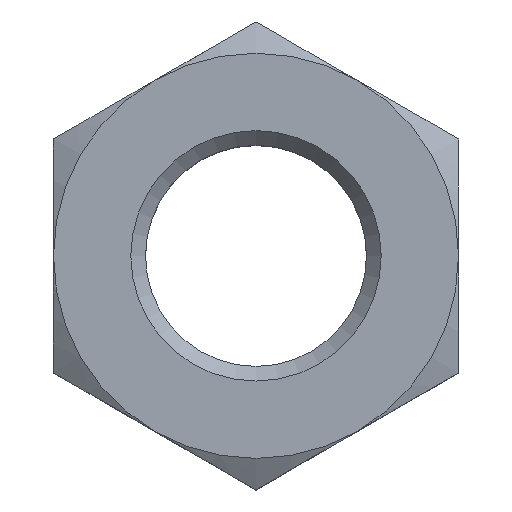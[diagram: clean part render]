
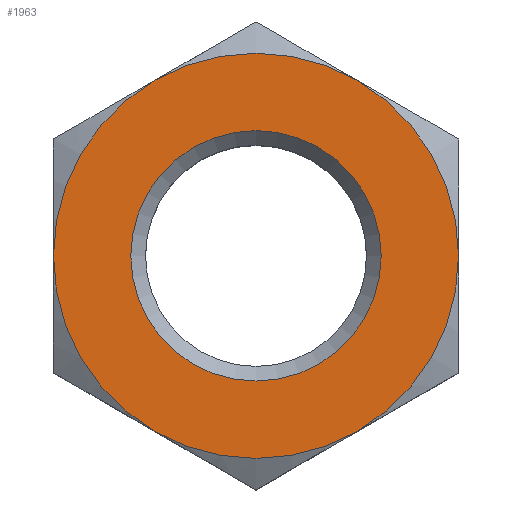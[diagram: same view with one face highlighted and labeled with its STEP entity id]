
A CAD part, top view. The second image highlights one B-rep face of the part: STEP entity #1963.
In plain terms, the highlighted planar face has unit normal (0, 0, 1).
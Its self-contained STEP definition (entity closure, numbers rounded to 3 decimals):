
#901 = CONICAL_SURFACE('',#902,1.5,0.785);
#902 = AXIS2_PLACEMENT_3D('',#903,#904,#905);
#903 = CARTESIAN_POINT('',(0.,0.,2.2));
#904 = DIRECTION('',(0.,0.,1.));
#905 = DIRECTION('',(-1.,0.,0.));
#919 = VERTEX_POINT('',#920);
#920 = CARTESIAN_POINT('',(2.75,0.,2.4));
#937 = CONICAL_SURFACE('',#938,2.75,1.047);
#938 = AXIS2_PLACEMENT_3D('',#939,#940,#941);
#939 = CARTESIAN_POINT('',(0.,0.,2.4));
#940 = DIRECTION('',(0.,0.,-1.));
#941 = DIRECTION('',(1.,0.,0.));
#972 = CONICAL_SURFACE('',#973,2.75,1.047);
#973 = AXIS2_PLACEMENT_3D('',#974,#975,#976);
#974 = CARTESIAN_POINT('',(0.,0.,2.4));
#975 = DIRECTION('',(0.,0.,-1.));
#976 = DIRECTION('',(1.,0.,0.));
#1034 = VERTEX_POINT('',#1035);
#1035 = CARTESIAN_POINT('',(1.375,2.382,2.4));
#1082 = CONICAL_SURFACE('',#1083,2.75,1.047);
#1083 = AXIS2_PLACEMENT_3D('',#1084,#1085,#1086);
#1084 = CARTESIAN_POINT('',(0.,0.,2.4));
#1085 = DIRECTION('',(0.,0.,-1.));
#1086 = DIRECTION('',(1.,0.,0.));
#1220 = VERTEX_POINT('',#1221);
#1221 = CARTESIAN_POINT('',(1.375,-2.382,2.4));
#1238 = CONICAL_SURFACE('',#1239,2.75,1.047);
#1239 = AXIS2_PLACEMENT_3D('',#1240,#1241,#1242);
#1240 = CARTESIAN_POINT('',(0.,0.,2.4));
#1241 = DIRECTION('',(0.,0.,-1.));
#1242 = DIRECTION('',(1.,0.,0.));
#1310 = VERTEX_POINT('',#1311);
#1311 = CARTESIAN_POINT('',(-1.375,2.382,2.4));
#1358 = CONICAL_SURFACE('',#1359,2.75,1.047);
#1359 = AXIS2_PLACEMENT_3D('',#1360,#1361,#1362);
#1360 = CARTESIAN_POINT('',(0.,0.,2.4));
#1361 = DIRECTION('',(0.,0.,-1.));
#1362 = DIRECTION('',(1.,0.,0.));
#1496 = VERTEX_POINT('',#1497);
#1497 = CARTESIAN_POINT('',(-1.375,-2.382,2.4));
#1514 = CONICAL_SURFACE('',#1515,2.75,1.047);
#1515 = AXIS2_PLACEMENT_3D('',#1516,#1517,#1518);
#1516 = CARTESIAN_POINT('',(0.,0.,2.4));
#1517 = DIRECTION('',(0.,0.,-1.));
#1518 = DIRECTION('',(1.,0.,0.));
#1586 = VERTEX_POINT('',#1587);
#1587 = CARTESIAN_POINT('',(-2.75,0.,2.4));
#1747 = VERTEX_POINT('',#1748);
#1748 = CARTESIAN_POINT('',(-1.7,0.,2.4));
#1769 = EDGE_CURVE('',#1747,#1747,#1770,.T.);
#1770 = SURFACE_CURVE('',#1771,(#1776,#1783),.PCURVE_S1.);
#1771 = CIRCLE('',#1772,1.7);
#1772 = AXIS2_PLACEMENT_3D('',#1773,#1774,#1775);
#1773 = CARTESIAN_POINT('',(0.,0.,2.4));
#1774 = DIRECTION('',(0.,0.,1.));
#1775 = DIRECTION('',(-1.,0.,0.));
#1776 = PCURVE('',#901,#1777);
#1777 = DEFINITIONAL_REPRESENTATION('',(#1778),#1782);
#1778 = LINE('',#1779,#1780);
#1779 = CARTESIAN_POINT('',(0.,0.2));
#1780 = VECTOR('',#1781,1.);
#1781 = DIRECTION('',(1.,0.));
#1782 = ( GEOMETRIC_REPRESENTATION_CONTEXT(2) 
PARAMETRIC_REPRESENTATION_CONTEXT() REPRESENTATION_CONTEXT('2D SPACE',''
  ) );
#1783 = PCURVE('',#1784,#1789);
#1784 = PLANE('',#1785);
#1785 = AXIS2_PLACEMENT_3D('',#1786,#1787,#1788);
#1786 = CARTESIAN_POINT('',(0.,0.,2.4));
#1787 = DIRECTION('',(0.,0.,1.));
#1788 = DIRECTION('',(1.,0.,0.));
#1789 = DEFINITIONAL_REPRESENTATION('',(#1790),#1794);
#1790 = CIRCLE('',#1791,1.7);
#1791 = AXIS2_PLACEMENT_2D('',#1792,#1793);
#1792 = CARTESIAN_POINT('',(0.,0.));
#1793 = DIRECTION('',(-1.,0.));
#1794 = ( GEOMETRIC_REPRESENTATION_CONTEXT(2) 
PARAMETRIC_REPRESENTATION_CONTEXT() REPRESENTATION_CONTEXT('2D SPACE',''
  ) );
#1799 = EDGE_CURVE('',#1220,#919,#1800,.T.);
#1800 = SURFACE_CURVE('',#1801,(#1806,#1813),.PCURVE_S1.);
#1801 = CIRCLE('',#1802,2.75);
#1802 = AXIS2_PLACEMENT_3D('',#1803,#1804,#1805);
#1803 = CARTESIAN_POINT('',(0.,0.,2.4));
#1804 = DIRECTION('',(-0.,0.,1.));
#1805 = DIRECTION('',(1.,0.,0.));
#1806 = PCURVE('',#937,#1807);
#1807 = DEFINITIONAL_REPRESENTATION('',(#1808),#1812);
#1808 = LINE('',#1809,#1810);
#1809 = CARTESIAN_POINT('',(-0.,0.));
#1810 = VECTOR('',#1811,1.);
#1811 = DIRECTION('',(-1.,0.));
#1812 = ( GEOMETRIC_REPRESENTATION_CONTEXT(2) 
PARAMETRIC_REPRESENTATION_CONTEXT() REPRESENTATION_CONTEXT('2D SPACE',''
  ) );
#1813 = PCURVE('',#1784,#1814);
#1814 = DEFINITIONAL_REPRESENTATION('',(#1815),#1819);
#1815 = CIRCLE('',#1816,2.75);
#1816 = AXIS2_PLACEMENT_2D('',#1817,#1818);
#1817 = CARTESIAN_POINT('',(0.,0.));
#1818 = DIRECTION('',(1.,-0.));
#1819 = ( GEOMETRIC_REPRESENTATION_CONTEXT(2) 
PARAMETRIC_REPRESENTATION_CONTEXT() REPRESENTATION_CONTEXT('2D SPACE',''
  ) );
#1828 = EDGE_CURVE('',#919,#1034,#1829,.T.);
#1829 = SURFACE_CURVE('',#1830,(#1835,#1842),.PCURVE_S1.);
#1830 = CIRCLE('',#1831,2.75);
#1831 = AXIS2_PLACEMENT_3D('',#1832,#1833,#1834);
#1832 = CARTESIAN_POINT('',(0.,0.,2.4));
#1833 = DIRECTION('',(-0.,0.,1.));
#1834 = DIRECTION('',(1.,0.,0.));
#1835 = PCURVE('',#972,#1836);
#1836 = DEFINITIONAL_REPRESENTATION('',(#1837),#1841);
#1837 = LINE('',#1838,#1839);
#1838 = CARTESIAN_POINT('',(-0.,0.));
#1839 = VECTOR('',#1840,1.);
#1840 = DIRECTION('',(-1.,0.));
#1841 = ( GEOMETRIC_REPRESENTATION_CONTEXT(2) 
PARAMETRIC_REPRESENTATION_CONTEXT() REPRESENTATION_CONTEXT('2D SPACE',''
  ) );
#1842 = PCURVE('',#1784,#1843);
#1843 = DEFINITIONAL_REPRESENTATION('',(#1844),#1848);
#1844 = CIRCLE('',#1845,2.75);
#1845 = AXIS2_PLACEMENT_2D('',#1846,#1847);
#1846 = CARTESIAN_POINT('',(0.,0.));
#1847 = DIRECTION('',(1.,-0.));
#1848 = ( GEOMETRIC_REPRESENTATION_CONTEXT(2) 
PARAMETRIC_REPRESENTATION_CONTEXT() REPRESENTATION_CONTEXT('2D SPACE',''
  ) );
#1856 = EDGE_CURVE('',#1034,#1310,#1857,.T.);
#1857 = SURFACE_CURVE('',#1858,(#1863,#1870),.PCURVE_S1.);
#1858 = CIRCLE('',#1859,2.75);
#1859 = AXIS2_PLACEMENT_3D('',#1860,#1861,#1862);
#1860 = CARTESIAN_POINT('',(0.,0.,2.4));
#1861 = DIRECTION('',(-0.,0.,1.));
#1862 = DIRECTION('',(1.,0.,0.));
#1863 = PCURVE('',#1082,#1864);
#1864 = DEFINITIONAL_REPRESENTATION('',(#1865),#1869);
#1865 = LINE('',#1866,#1867);
#1866 = CARTESIAN_POINT('',(-0.,0.));
#1867 = VECTOR('',#1868,1.);
#1868 = DIRECTION('',(-1.,0.));
#1869 = ( GEOMETRIC_REPRESENTATION_CONTEXT(2) 
PARAMETRIC_REPRESENTATION_CONTEXT() REPRESENTATION_CONTEXT('2D SPACE',''
  ) );
#1870 = PCURVE('',#1784,#1871);
#1871 = DEFINITIONAL_REPRESENTATION('',(#1872),#1876);
#1872 = CIRCLE('',#1873,2.75);
#1873 = AXIS2_PLACEMENT_2D('',#1874,#1875);
#1874 = CARTESIAN_POINT('',(0.,0.));
#1875 = DIRECTION('',(1.,-0.));
#1876 = ( GEOMETRIC_REPRESENTATION_CONTEXT(2) 
PARAMETRIC_REPRESENTATION_CONTEXT() REPRESENTATION_CONTEXT('2D SPACE',''
  ) );
#1883 = EDGE_CURVE('',#1496,#1220,#1884,.T.);
#1884 = SURFACE_CURVE('',#1885,(#1890,#1897),.PCURVE_S1.);
#1885 = CIRCLE('',#1886,2.75);
#1886 = AXIS2_PLACEMENT_3D('',#1887,#1888,#1889);
#1887 = CARTESIAN_POINT('',(0.,0.,2.4));
#1888 = DIRECTION('',(-0.,0.,1.));
#1889 = DIRECTION('',(1.,0.,0.));
#1890 = PCURVE('',#1238,#1891);
#1891 = DEFINITIONAL_REPRESENTATION('',(#1892),#1896);
#1892 = LINE('',#1893,#1894);
#1893 = CARTESIAN_POINT('',(-0.,0.));
#1894 = VECTOR('',#1895,1.);
#1895 = DIRECTION('',(-1.,0.));
#1896 = ( GEOMETRIC_REPRESENTATION_CONTEXT(2) 
PARAMETRIC_REPRESENTATION_CONTEXT() REPRESENTATION_CONTEXT('2D SPACE',''
  ) );
#1897 = PCURVE('',#1784,#1898);
#1898 = DEFINITIONAL_REPRESENTATION('',(#1899),#1903);
#1899 = CIRCLE('',#1900,2.75);
#1900 = AXIS2_PLACEMENT_2D('',#1901,#1902);
#1901 = CARTESIAN_POINT('',(0.,0.));
#1902 = DIRECTION('',(1.,-0.));
#1903 = ( GEOMETRIC_REPRESENTATION_CONTEXT(2) 
PARAMETRIC_REPRESENTATION_CONTEXT() REPRESENTATION_CONTEXT('2D SPACE',''
  ) );
#1912 = EDGE_CURVE('',#1310,#1586,#1913,.T.);
#1913 = SURFACE_CURVE('',#1914,(#1919,#1926),.PCURVE_S1.);
#1914 = CIRCLE('',#1915,2.75);
#1915 = AXIS2_PLACEMENT_3D('',#1916,#1917,#1918);
#1916 = CARTESIAN_POINT('',(0.,0.,2.4));
#1917 = DIRECTION('',(-0.,0.,1.));
#1918 = DIRECTION('',(1.,0.,0.));
#1919 = PCURVE('',#1358,#1920);
#1920 = DEFINITIONAL_REPRESENTATION('',(#1921),#1925);
#1921 = LINE('',#1922,#1923);
#1922 = CARTESIAN_POINT('',(-0.,0.));
#1923 = VECTOR('',#1924,1.);
#1924 = DIRECTION('',(-1.,0.));
#1925 = ( GEOMETRIC_REPRESENTATION_CONTEXT(2) 
PARAMETRIC_REPRESENTATION_CONTEXT() REPRESENTATION_CONTEXT('2D SPACE',''
  ) );
#1926 = PCURVE('',#1784,#1927);
#1927 = DEFINITIONAL_REPRESENTATION('',(#1928),#1932);
#1928 = CIRCLE('',#1929,2.75);
#1929 = AXIS2_PLACEMENT_2D('',#1930,#1931);
#1930 = CARTESIAN_POINT('',(0.,0.));
#1931 = DIRECTION('',(1.,-0.));
#1932 = ( GEOMETRIC_REPRESENTATION_CONTEXT(2) 
PARAMETRIC_REPRESENTATION_CONTEXT() REPRESENTATION_CONTEXT('2D SPACE',''
  ) );
#1939 = EDGE_CURVE('',#1586,#1496,#1940,.T.);
#1940 = SURFACE_CURVE('',#1941,(#1946,#1953),.PCURVE_S1.);
#1941 = CIRCLE('',#1942,2.75);
#1942 = AXIS2_PLACEMENT_3D('',#1943,#1944,#1945);
#1943 = CARTESIAN_POINT('',(0.,0.,2.4));
#1944 = DIRECTION('',(-0.,0.,1.));
#1945 = DIRECTION('',(1.,0.,0.));
#1946 = PCURVE('',#1514,#1947);
#1947 = DEFINITIONAL_REPRESENTATION('',(#1948),#1952);
#1948 = LINE('',#1949,#1950);
#1949 = CARTESIAN_POINT('',(-0.,0.));
#1950 = VECTOR('',#1951,1.);
#1951 = DIRECTION('',(-1.,0.));
#1952 = ( GEOMETRIC_REPRESENTATION_CONTEXT(2) 
PARAMETRIC_REPRESENTATION_CONTEXT() REPRESENTATION_CONTEXT('2D SPACE',''
  ) );
#1953 = PCURVE('',#1784,#1954);
#1954 = DEFINITIONAL_REPRESENTATION('',(#1955),#1959);
#1955 = CIRCLE('',#1956,2.75);
#1956 = AXIS2_PLACEMENT_2D('',#1957,#1958);
#1957 = CARTESIAN_POINT('',(0.,0.));
#1958 = DIRECTION('',(1.,-0.));
#1959 = ( GEOMETRIC_REPRESENTATION_CONTEXT(2) 
PARAMETRIC_REPRESENTATION_CONTEXT() REPRESENTATION_CONTEXT('2D SPACE',''
  ) );
#1963 = ADVANCED_FACE('',(#1964,#1967),#1784,.T.);
#1964 = FACE_BOUND('',#1965,.F.);
#1965 = EDGE_LOOP('',(#1966));
#1966 = ORIENTED_EDGE('',*,*,#1769,.T.);
#1967 = FACE_BOUND('',#1968,.F.);
#1968 = EDGE_LOOP('',(#1969,#1970,#1971,#1972,#1973,#1974));
#1969 = ORIENTED_EDGE('',*,*,#1828,.F.);
#1970 = ORIENTED_EDGE('',*,*,#1799,.F.);
#1971 = ORIENTED_EDGE('',*,*,#1883,.F.);
#1972 = ORIENTED_EDGE('',*,*,#1939,.F.);
#1973 = ORIENTED_EDGE('',*,*,#1912,.F.);
#1974 = ORIENTED_EDGE('',*,*,#1856,.F.);
